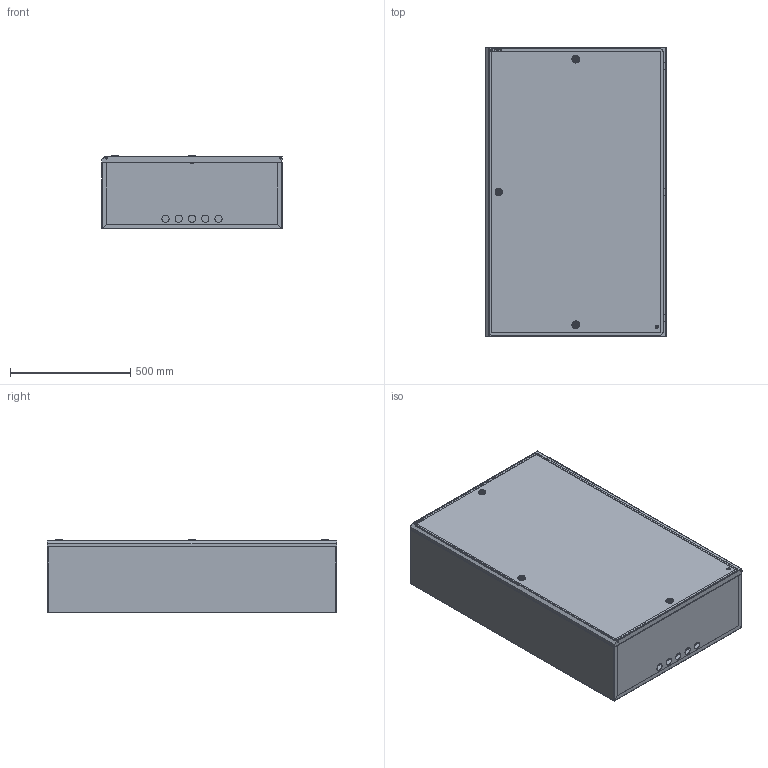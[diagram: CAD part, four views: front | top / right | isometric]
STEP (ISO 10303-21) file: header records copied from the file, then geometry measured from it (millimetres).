
FILE_DESCRIPTION (( 'STEP AP214' ), '1' );
FILE_NAME ('ÙÌÏã-1200õ750õ300 ÌÈ-461.00.00.000 ÑÁ.STEP', '2017-08-30T12:39:46', ( 'Admin' ), ( '' ), 'SwSTEP 2.0', 'SolidWorks 2017', '' );
FILE_SCHEMA (( 'AUTOMOTIVE_DESIGN' ));
Length unit declared in the file: millimetre
Products named in the file (19): Ïåòëÿ íà äâåðü ï-îáðàçíàÿ; ÓÊ íà äâåðü ÌÈ-461; Çàìîê áîëüøîé 45ìì; ﾌﾈ-461.02.00.001 ﾄ粢; ÌÈ-461.01.00.000 Êîðïóñ â ñáîðå; ÌÈ-461.01.00.002 Ñòåíêà íèæíÿÿ; ÌÈ-461.01.00.001 Ñòåíêà âåðõíÿÿ; ÌÈ-461.01.01.000 Ñòåíêà çàäíÿÿ â ñáîðå ; Øïèëüêà Ì6õ12; Øïèëüêà ïðèâàðíàÿ Ì6õ20 DIN 13918; ÌÈ-461.01.01.001 Ñòåíêà çàäíÿÿ; ÙÌÏã-1200õ750õ300 ÌÈ-461.00.00.000 ÑÁ; split pin_din_DIN 94-4x56-C-St; rivet 02_din_DIN 660-5x8-St-A-2; Íàâåñêà íà êîðïóñ ïîä êëåïêó; ÌÈ-461.00.00.001 Ïàíåëü ìîíòàæíàÿ; hex flange nut_din_Hexagon Flange Nut DIN 6923 - M6 - N; ÌÈ-461.02.00.000 Äâåðü â ñáîðå; 呧蜦 3D
Assembly tree (44 placements, depth 4):
  ÙÌÏã-1200õ750õ300 ÌÈ-461.00.00.000 ÑÁ
    ÌÈ-461.01.00.000 Êîðïóñ â ñáîðå
      ÌÈ-461.01.01.000 Ñòåíêà çàäíÿÿ â ñáîðå 
        ÌÈ-461.01.01.001 Ñòåíêà çàäíÿÿ
        Øïèëüêà ïðèâàðíàÿ Ì6õ20 DIN 13918  x6
        Øïèëüêà Ì6õ12
      ÌÈ-461.01.00.001 Ñòåíêà âåðõíÿÿ
      ÌÈ-461.01.00.002 Ñòåíêà íèæíÿÿ
    ÌÈ-461.02.00.000 Äâåðü â ñáîðå
      ﾌﾈ-461.02.00.001 ﾄ粢
      Çàìîê áîëüøîé 45ìì  x3
      ÓÊ íà äâåðü ÌÈ-461
      Øïèëüêà Ì6õ12
      Ïåòëÿ íà äâåðü ï-îáðàçíàÿ  x3
      呧蜦 3D
    hex flange nut_din_Hexagon Flange Nut DIN 6923 - M6 - N  x8
    ÌÈ-461.00.00.001 Ïàíåëü ìîíòàæíàÿ
    Íàâåñêà íà êîðïóñ ïîä êëåïêó  x3
    rivet 02_din_DIN 660-5x8-St-A-2  x6
    split pin_din_DIN 94-4x56-C-St  x3
Bounding box: 750 x 1200 x 305.74 mm (x, y, z)
Volume: 4556013.6 mm3; surface area: 7914904.7 mm2
Topology: 48 solids, 63 shells, 1508 faces, 3429 edges, 2091 vertices
Faces by surface type: plane 779, cylinder 470, cone 118, bspline 75, torus 66
Entity records: 25370 total; most frequent: CARTESIAN_POINT 5156, DIRECTION 3661, ORIENTED_EDGE 3478, EDGE_CURVE 1739, AXIS2_PLACEMENT_3D 1278, VECTOR 1105, LINE 1105, VERTEX_POINT 1059
